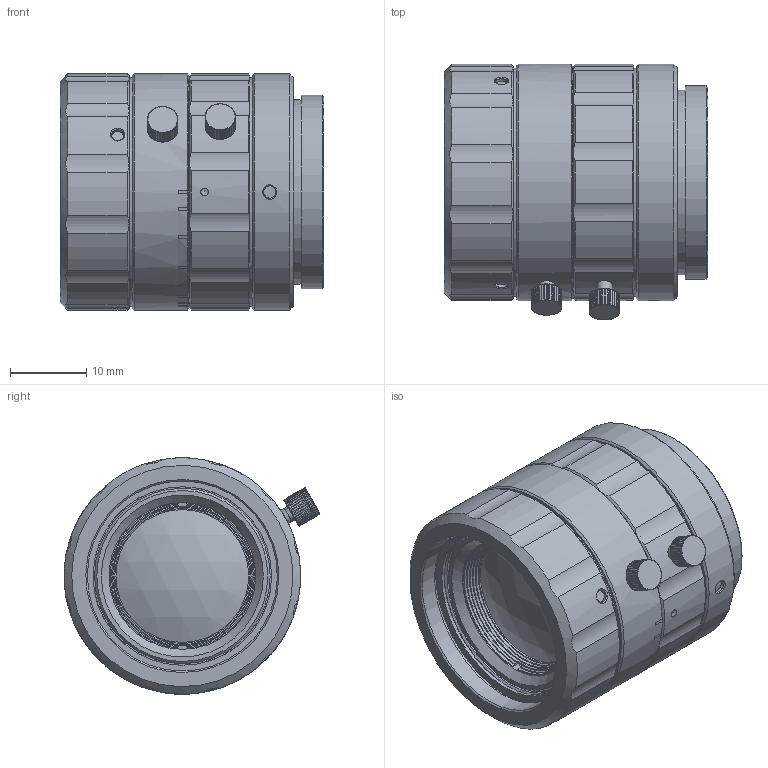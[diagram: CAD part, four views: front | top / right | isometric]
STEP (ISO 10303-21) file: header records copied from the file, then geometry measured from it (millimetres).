
FILE_DESCRIPTION (( 'STEP AP203' ), '1' );
FILE_NAME ('59871.step', '2011-06-03T23:42:35', ( 'EO' ), ( 'EO' ), 'SwSTEP 2.0', 'SolidWorks 2011', '' );
FILE_SCHEMA (( 'CONFIG_CONTROL_DESIGN' ));
Length unit declared in the file: millimetre
Products named in the file (1): 59871
Bounding box: 34.58 x 33.53 x 31 mm (x, y, z)
Volume: 20155.7 mm3; surface area: 6947.8 mm2
Topology: 1 solids, 1 shells, 411 faces, 1072 edges, 699 vertices
Faces by surface type: cylinder 258, plane 87, cone 59, bspline 5, sphere 2
Full cylindrical faces by diameter (mm): 1 x1, 1.5 x2, 1.6 x5, 2 x2, 12.484 x1, 17.4 x1, 17.7 x1, 18 x1, 18.2 x1, 18.3 x1, 19.221 x1, 19.293 x1, 22.331 x1, 23 x1, 23.2 x1, 23.4 x3, 24.2 x1, 24.9 x1, 25.4 x1, 25.7 x1, 29.907 x2, 30.1 x2, 30.2 x1, 31 x2
Entity records: 15040 total; most frequent: CARTESIAN_POINT 5511, ORIENTED_EDGE 1980, DIRECTION 1874, EDGE_CURVE 990, AXIS2_PLACEMENT_3D 773, VERTEX_POINT 677, EDGE_LOOP 507, FACE_OUTER_BOUND 451
